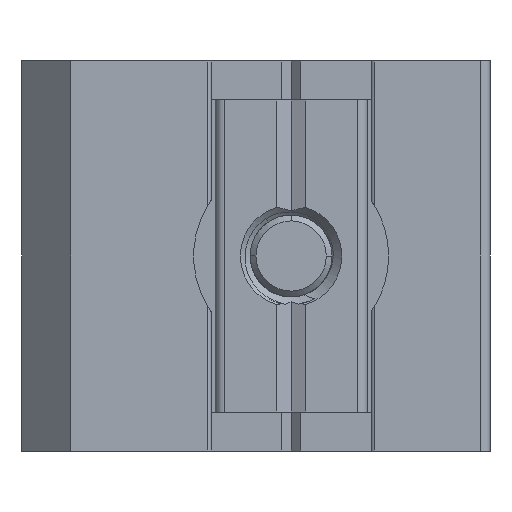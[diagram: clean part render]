
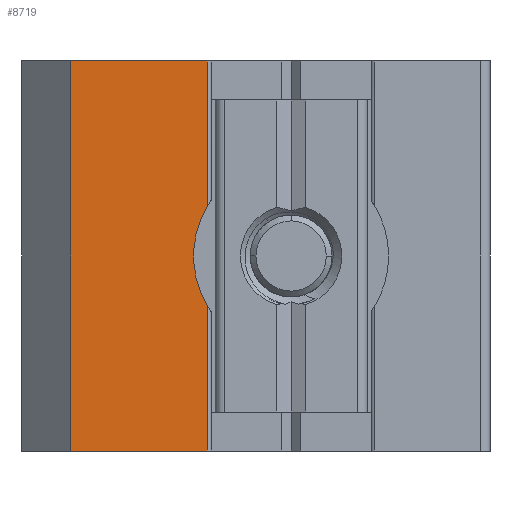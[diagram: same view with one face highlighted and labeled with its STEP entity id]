
A CAD part, front view. The second image highlights one B-rep face of the part: STEP entity #8719.
In plain terms, the highlighted planar face has unit normal (0, -1, 0).
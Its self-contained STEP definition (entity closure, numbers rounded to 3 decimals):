
#319 = LINE ( 'NONE', #5671, #10600 ) ;
#390 = CARTESIAN_POINT ( 'NONE',  ( -14.5, -15., 2.552 ) ) ;
#736 = ORIENTED_EDGE ( 'NONE', *, *, #10825, .T. ) ;
#1376 = LINE ( 'NONE', #3961, #3275 ) ;
#1522 = VECTOR ( 'NONE', #9501, 1000. ) ;
#1878 = DIRECTION ( 'NONE',  ( 0., 1., 0. ) ) ;
#2539 = EDGE_CURVE ( 'NONE', #16734, #11408, #5345, .T. ) ;
#2872 = CIRCLE ( 'NONE', #7461, 5. ) ;
#2902 = CARTESIAN_POINT ( 'NONE',  ( -14.5, -15., 2.552 ) ) ;
#3275 = VECTOR ( 'NONE', #9740, 1000. ) ;
#3394 = VERTEX_POINT ( 'NONE', #7241 ) ;
#3543 = AXIS2_PLACEMENT_3D ( 'NONE', #6081, #4996, #12982 ) ;
#3961 = CARTESIAN_POINT ( 'NONE',  ( -14.5, -15., -10. ) ) ;
#4226 = EDGE_LOOP ( 'NONE', ( #736, #7574, #14813, #4590, #8649, #15293 ) ) ;
#4590 = ORIENTED_EDGE ( 'NONE', *, *, #7089, .T. ) ;
#4675 = DIRECTION ( 'NONE',  ( 0., 0., 1. ) ) ;
#4996 = DIRECTION ( 'NONE',  ( 0., -1., 0. ) ) ;
#5345 = LINE ( 'NONE', #16371, #1522 ) ;
#5556 = VERTEX_POINT ( 'NONE', #2902 ) ;
#5671 = CARTESIAN_POINT ( 'NONE',  ( -21.5, -15., -10. ) ) ;
#5764 = EDGE_CURVE ( 'NONE', #3394, #16734, #8758, .T. ) ;
#6081 = CARTESIAN_POINT ( 'NONE',  ( -24., -15., -10. ) ) ;
#7089 = EDGE_CURVE ( 'NONE', #5556, #11408, #10154, .T. ) ;
#7241 = CARTESIAN_POINT ( 'NONE',  ( -21.5, -15., -10. ) ) ;
#7461 = AXIS2_PLACEMENT_3D ( 'NONE', #8711, #1878, #10326 ) ;
#7574 = ORIENTED_EDGE ( 'NONE', *, *, #11394, .T. ) ;
#7669 = CARTESIAN_POINT ( 'NONE',  ( -21.5, -15., -10. ) ) ;
#8649 = ORIENTED_EDGE ( 'NONE', *, *, #2539, .F. ) ;
#8711 = CARTESIAN_POINT ( 'NONE',  ( -10.2, -15., 0. ) ) ;
#8719 = ADVANCED_FACE ( 'NONE', ( #11679 ), #17027, .T. ) ;
#8758 = LINE ( 'NONE', #7669, #11601 ) ;
#9501 = DIRECTION ( 'NONE',  ( 1., 0., 0. ) ) ;
#9740 = DIRECTION ( 'NONE',  ( 0., 0., 1. ) ) ;
#10154 = LINE ( 'NONE', #390, #16593 ) ;
#10326 = DIRECTION ( 'NONE',  ( -0.86, 0., -0.51 ) ) ;
#10600 = VECTOR ( 'NONE', #11438, 1000. ) ;
#10825 = EDGE_CURVE ( 'NONE', #3394, #15241, #319, .T. ) ;
#11394 = EDGE_CURVE ( 'NONE', #15241, #17266, #1376, .T. ) ;
#11408 = VERTEX_POINT ( 'NONE', #17605 ) ;
#11438 = DIRECTION ( 'NONE',  ( 1., 0., 0. ) ) ;
#11601 = VECTOR ( 'NONE', #12873, 1000. ) ;
#11679 = FACE_OUTER_BOUND ( 'NONE', #4226, .T. ) ;
#11996 = CARTESIAN_POINT ( 'NONE',  ( -14.5, -15., -10. ) ) ;
#12473 = CARTESIAN_POINT ( 'NONE',  ( -21.5, -15., 10. ) ) ;
#12498 = CARTESIAN_POINT ( 'NONE',  ( -14.5, -15., -2.552 ) ) ;
#12873 = DIRECTION ( 'NONE',  ( 0., 0., 1. ) ) ;
#12982 = DIRECTION ( 'NONE',  ( 0., 0., -1. ) ) ;
#14283 = EDGE_CURVE ( 'NONE', #17266, #5556, #2872, .T. ) ;
#14813 = ORIENTED_EDGE ( 'NONE', *, *, #14283, .T. ) ;
#15241 = VERTEX_POINT ( 'NONE', #11996 ) ;
#15293 = ORIENTED_EDGE ( 'NONE', *, *, #5764, .F. ) ;
#16371 = CARTESIAN_POINT ( 'NONE',  ( -21.5, -15., 10. ) ) ;
#16593 = VECTOR ( 'NONE', #4675, 1000. ) ;
#16734 = VERTEX_POINT ( 'NONE', #12473 ) ;
#17027 = PLANE ( 'NONE',  #3543 ) ;
#17266 = VERTEX_POINT ( 'NONE', #12498 ) ;
#17605 = CARTESIAN_POINT ( 'NONE',  ( -14.5, -15., 10. ) ) ;
